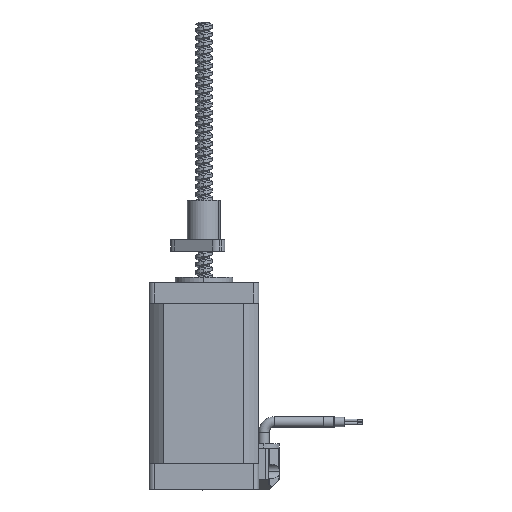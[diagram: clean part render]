
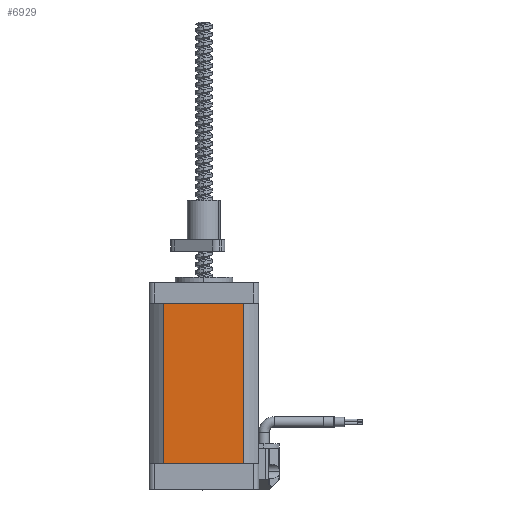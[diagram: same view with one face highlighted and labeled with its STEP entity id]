
A CAD part, left-side view. The second image highlights one B-rep face of the part: STEP entity #6929.
In plain terms, the highlighted planar face has unit normal (-1, 0, 0).
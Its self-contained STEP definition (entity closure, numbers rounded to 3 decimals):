
#13 = VERTEX_POINT ( 'NONE', #4199 ) ;
#660 = VECTOR ( 'NONE', #2333, 1000. ) ;
#905 = DIRECTION ( 'NONE',  ( 0., 1., 0. ) ) ;
#1026 = VERTEX_POINT ( 'NONE', #7646 ) ;
#1084 = DIRECTION ( 'NONE',  ( 0., 0., -1. ) ) ;
#1279 = EDGE_CURVE ( 'NONE', #1026, #13, #15121, .T. ) ;
#1453 = VECTOR ( 'NONE', #1084, 1000. ) ;
#2333 = DIRECTION ( 'NONE',  ( 0., 0., 1. ) ) ;
#2382 = ORIENTED_EDGE ( 'NONE', *, *, #11109, .T. ) ;
#2446 = CARTESIAN_POINT ( 'NONE',  ( -21., -15.33, 153.874 ) ) ;
#3092 = DIRECTION ( 'NONE',  ( 0., 1., 0. ) ) ;
#3204 = LINE ( 'NONE', #2446, #1453 ) ;
#4199 = CARTESIAN_POINT ( 'NONE',  ( -21., 15.33, 71.6 ) ) ;
#4973 = CARTESIAN_POINT ( 'NONE',  ( -21., 15.33, 153.874 ) ) ;
#5539 = AXIS2_PLACEMENT_3D ( 'NONE', #14226, #7288, #3092 ) ;
#5683 = VERTEX_POINT ( 'NONE', #9200 ) ;
#5913 = PLANE ( 'NONE',  #5539 ) ;
#6805 = CARTESIAN_POINT ( 'NONE',  ( -21., 15.33, 10. ) ) ;
#6929 = ADVANCED_FACE ( 'NONE', ( #11472 ), #5913, .F. ) ;
#7288 = DIRECTION ( 'NONE',  ( 1., 0., 0. ) ) ;
#7646 = CARTESIAN_POINT ( 'NONE',  ( -21., -15.33, 71.6 ) ) ;
#7655 = CARTESIAN_POINT ( 'NONE',  ( -21., 19., 10. ) ) ;
#8508 = EDGE_CURVE ( 'NONE', #1026, #5683, #3204, .T. ) ;
#9200 = CARTESIAN_POINT ( 'NONE',  ( -21., -15.33, 10. ) ) ;
#10474 = DIRECTION ( 'NONE',  ( 0., -1., 0. ) ) ;
#10565 = CARTESIAN_POINT ( 'NONE',  ( -21., 19., 71.6 ) ) ;
#11109 = EDGE_CURVE ( 'NONE', #15294, #5683, #17145, .T. ) ;
#11472 = FACE_OUTER_BOUND ( 'NONE', #13877, .T. ) ;
#11713 = LINE ( 'NONE', #4973, #660 ) ;
#11743 = ORIENTED_EDGE ( 'NONE', *, *, #8508, .F. ) ;
#13877 = EDGE_LOOP ( 'NONE', ( #11743, #17630, #16544, #2382 ) ) ;
#14226 = CARTESIAN_POINT ( 'NONE',  ( -21., 19., 79.6 ) ) ;
#15121 = LINE ( 'NONE', #10565, #15674 ) ;
#15294 = VERTEX_POINT ( 'NONE', #6805 ) ;
#15674 = VECTOR ( 'NONE', #905, 1000. ) ;
#16544 = ORIENTED_EDGE ( 'NONE', *, *, #17798, .F. ) ;
#16909 = VECTOR ( 'NONE', #10474, 1000. ) ;
#17145 = LINE ( 'NONE', #7655, #16909 ) ;
#17630 = ORIENTED_EDGE ( 'NONE', *, *, #1279, .T. ) ;
#17798 = EDGE_CURVE ( 'NONE', #15294, #13, #11713, .T. ) ;
